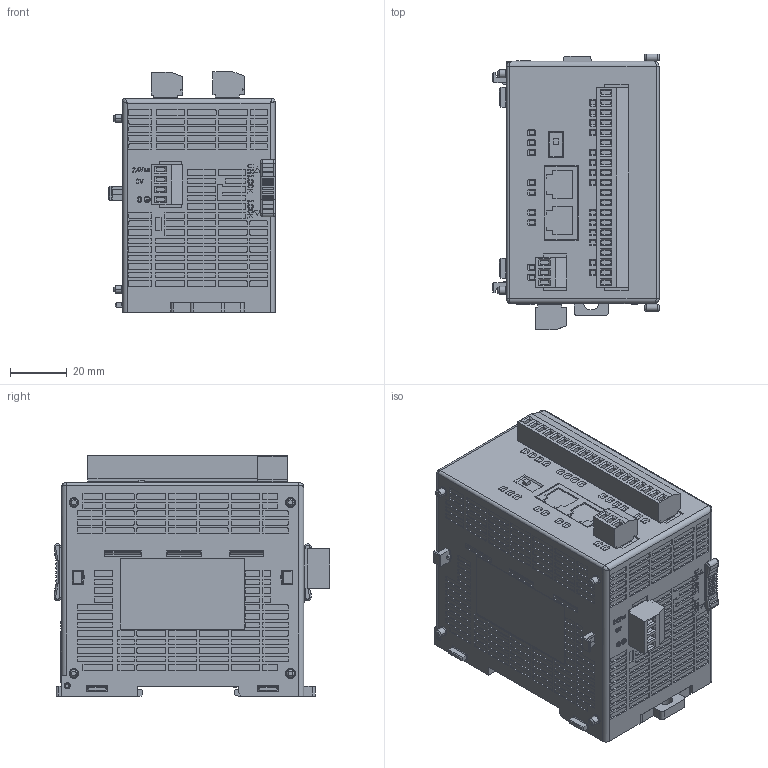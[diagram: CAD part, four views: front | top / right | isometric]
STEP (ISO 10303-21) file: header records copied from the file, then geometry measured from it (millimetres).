
FILE_DESCRIPTION (( 'STEP AP214' ), '1' );
FILE_NAME ('C0-02DD2-D.STEP', '2011-01-05T18:10:00', ( '.adc' ), ( '' ), 'SwSTEP 2.0', 'SolidWorks 2009', '' );
FILE_SCHEMA (( 'AUTOMOTIVE_DESIGN' ));
Length unit declared in the file: millimetre
Products named in the file (1): C0-02DD2-D
Bounding box: 58.35 x 96.8 x 84.4 mm (x, y, z)
Volume: 332445 mm3; surface area: 47009.6 mm2
Topology: 1 solids, 29 shells, 6070 faces, 15845 edges, 10403 vertices
Faces by surface type: plane 4092, cylinder 1797, cone 135, torus 19, sphere 18, bspline 9
Entity records: 252503 total; most frequent: CARTESIAN_POINT 33172, ORIENTED_EDGE 31640, DIRECTION 31534, EDGE_CURVE 15820, VECTOR 11924, LINE 11924, VERTEX_POINT 10403, AXIS2_PLACEMENT_3D 9805
